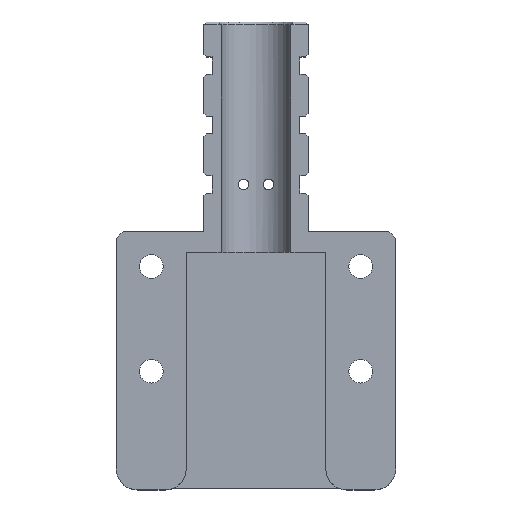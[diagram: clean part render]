
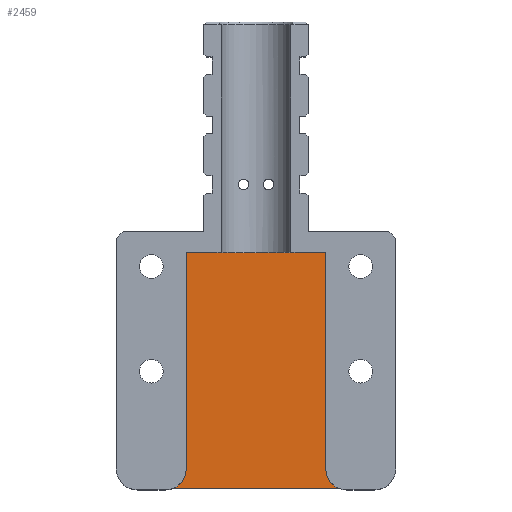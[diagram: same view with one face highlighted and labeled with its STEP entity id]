
A CAD part, top view. The second image highlights one B-rep face of the part: STEP entity #2459.
In plain terms, the highlighted planar face has unit normal (0, 0, 1).
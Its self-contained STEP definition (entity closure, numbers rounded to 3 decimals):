
#276=LINE('',#4085,#535);
#295=LINE('',#4160,#554);
#296=LINE('',#4163,#555);
#298=LINE('',#4169,#557);
#535=VECTOR('',#3252,1000.);
#554=VECTOR('',#3311,1000.);
#555=VECTOR('',#3314,1000.);
#557=VECTOR('',#3320,1000.);
#652=PLANE('',#2683);
#778=FACE_OUTER_BOUND('',#926,.T.);
#926=EDGE_LOOP('',(#2206,#2207,#2208,#2209,#2210,#2211));
#1042=CIRCLE('',#2684,3.);
#1043=CIRCLE('',#2685,3.);
#1237=VERTEX_POINT('',#4082);
#1238=VERTEX_POINT('',#4084);
#1254=VERTEX_POINT('',#4158);
#1255=VERTEX_POINT('',#4162);
#1256=VERTEX_POINT('',#4166);
#1257=VERTEX_POINT('',#4168);
#1554=EDGE_CURVE('',#1238,#1237,#276,.T.);
#1584=EDGE_CURVE('',#1237,#1254,#295,.T.);
#1585=EDGE_CURVE('',#1255,#1238,#296,.T.);
#1587=EDGE_CURVE('',#1254,#1256,#1042,.T.);
#1588=EDGE_CURVE('',#1256,#1257,#298,.T.);
#1589=EDGE_CURVE('',#1257,#1255,#1043,.T.);
#2206=ORIENTED_EDGE('',*,*,#1584,.T.);
#2207=ORIENTED_EDGE('',*,*,#1587,.T.);
#2208=ORIENTED_EDGE('',*,*,#1588,.T.);
#2209=ORIENTED_EDGE('',*,*,#1589,.T.);
#2210=ORIENTED_EDGE('',*,*,#1585,.T.);
#2211=ORIENTED_EDGE('',*,*,#1554,.T.);
#2459=ADVANCED_FACE('',(#778),#652,.T.);
#2683=AXIS2_PLACEMENT_3D('',#4165,#3316,#3317);
#2684=AXIS2_PLACEMENT_3D('',#4167,#3318,#3319);
#2685=AXIS2_PLACEMENT_3D('',#4170,#3321,#3322);
#3252=DIRECTION('',(-1.,0.,0.));
#3311=DIRECTION('',(0.,-1.,0.));
#3314=DIRECTION('',(0.,1.,0.));
#3316=DIRECTION('center_axis',(0.,0.,1.));
#3317=DIRECTION('ref_axis',(1.,0.,0.));
#3318=DIRECTION('center_axis',(0.,0.,-1.));
#3319=DIRECTION('ref_axis',(1.,0.,0.));
#3320=DIRECTION('',(1.,0.,0.));
#3321=DIRECTION('center_axis',(0.,0.,-1.));
#3322=DIRECTION('ref_axis',(1.,0.,0.));
#4082=CARTESIAN_POINT('',(10.,34.,2.));
#4084=CARTESIAN_POINT('',(30.,34.,2.));
#4085=CARTESIAN_POINT('',(10.,34.,2.));
#4158=CARTESIAN_POINT('',(10.,3.,2.));
#4160=CARTESIAN_POINT('',(10.,34.,2.));
#4162=CARTESIAN_POINT('',(30.,3.,2.));
#4163=CARTESIAN_POINT('',(30.,34.,2.));
#4165=CARTESIAN_POINT('Origin',(0.,0.,2.));
#4166=CARTESIAN_POINT('',(8.,0.172,2.));
#4167=CARTESIAN_POINT('Origin',(7.,3.,2.));
#4168=CARTESIAN_POINT('',(32.,0.172,2.));
#4169=CARTESIAN_POINT('',(10.,0.172,2.));
#4170=CARTESIAN_POINT('Origin',(33.,3.,2.));
